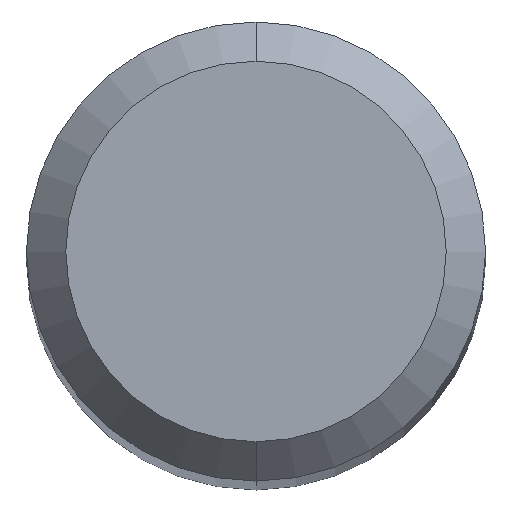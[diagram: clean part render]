
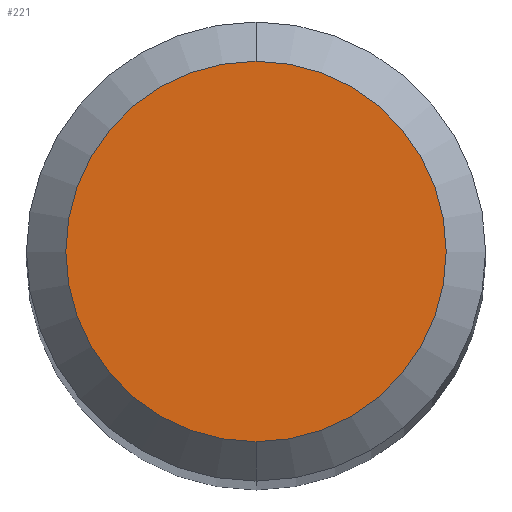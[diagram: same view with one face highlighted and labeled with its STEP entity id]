
A CAD part, top view. The second image highlights one B-rep face of the part: STEP entity #221.
In plain terms, the highlighted planar face has unit normal (0, 0, 1).
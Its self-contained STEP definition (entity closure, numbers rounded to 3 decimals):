
#159=EDGE_CURVE('',#303,#225,#379,.T.);
#193=EDGE_CURVE('',#225,#303,#415,.T.);
#221=ADVANCED_FACE('',(#447),#448,.T.);
#225=VERTEX_POINT('',#453);
#303=VERTEX_POINT('',#540);
#379=CIRCLE('',#624,1.45);
#415=CIRCLE('',#674,1.45);
#447=FACE_OUTER_BOUND('',#714,.T.);
#448=PLANE('',#715);
#453=CARTESIAN_POINT('',(0.0,1.45,0.0));
#540=CARTESIAN_POINT('',(0.,-1.45,0.0));
#624=AXIS2_PLACEMENT_3D('',#905,#906,#907);
#674=AXIS2_PLACEMENT_3D('',#948,#949,#950);
#714=EDGE_LOOP('',(#996,#997));
#715=AXIS2_PLACEMENT_3D('',#998,#999,#1000);
#905=CARTESIAN_POINT('',(0.0,0.0,0.0));
#906=DIRECTION('',(0.0,0.0,-1.0));
#907=DIRECTION('',(0.0,1.0,0.0));
#948=CARTESIAN_POINT('',(0.0,0.0,0.0));
#949=DIRECTION('',(0.0,0.0,-1.0));
#950=DIRECTION('',(0.0,1.0,0.0));
#996=ORIENTED_EDGE('',*,*,#193,.F.);
#997=ORIENTED_EDGE('',*,*,#159,.F.);
#998=CARTESIAN_POINT('',(0.0,0.725,0.0));
#999=DIRECTION('',(-0.0,0.0,1.0));
#1000=DIRECTION('',(0.0,-1.0,0.0));
